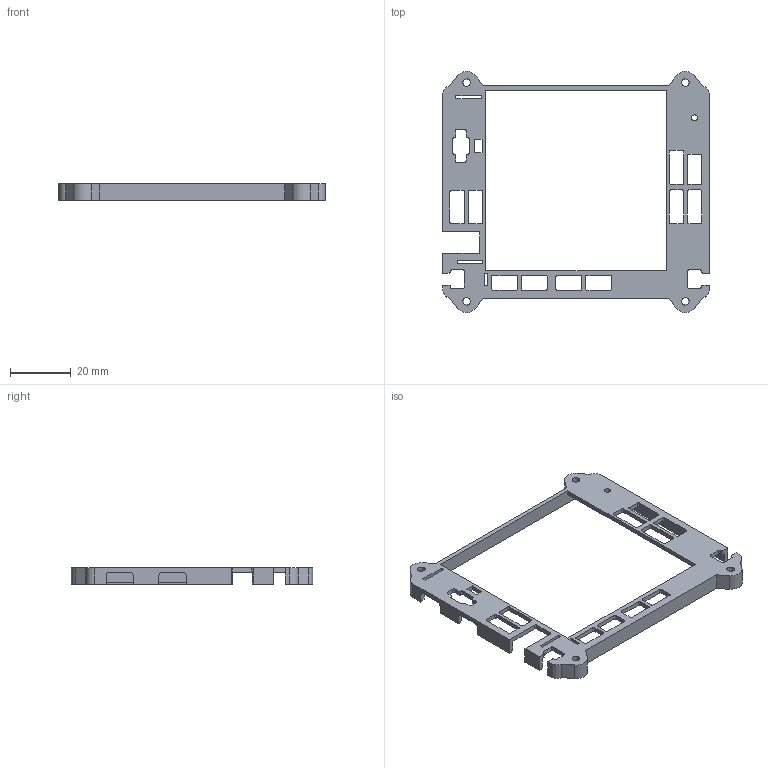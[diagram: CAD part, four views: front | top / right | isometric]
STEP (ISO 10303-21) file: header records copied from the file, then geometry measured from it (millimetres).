
FILE_DESCRIPTION(/* description */ (''),/* implementation_level */ '2;1');
FILE_NAME(/* name */ '25e63a7b-e1bf-4a80-b75e-8166505cf56a.stp',/* time_stamp */ '2022-08-17T18:05:00Z',/* author */ (''),/* organization */ (''),/* preprocessor_version */ 'ST-DEVELOPER v19',/* originating_system */ 'Autodesk Translation Framework v11.7.0.108',/* authorisation */ '');
FILE_SCHEMA (('AUTOMOTIVE_DESIGN { 1 0 10303 214 3 1 1 }'));
Length unit declared in the file: millimetre
Products named in the file (1): NavQPlus-Top
Bounding box: 87.82 x 79.47 x 5.5 mm (x, y, z)
Volume: 4990.6 mm3; surface area: 7952.4 mm2
Topology: 1 solids, 1 shells, 244 faces, 729 edges, 486 vertices
Faces by surface type: plane 149, cylinder 95
Full cylindrical faces by diameter (mm): 2 x1, 2.5 x4
Entity records: 8340 total; most frequent: CARTESIAN_POINT 1460, ORIENTED_EDGE 1458, DIRECTION 1409, EDGE_CURVE 729, LINE 539, VECTOR 539, VERTEX_POINT 486, AXIS2_PLACEMENT_3D 435
